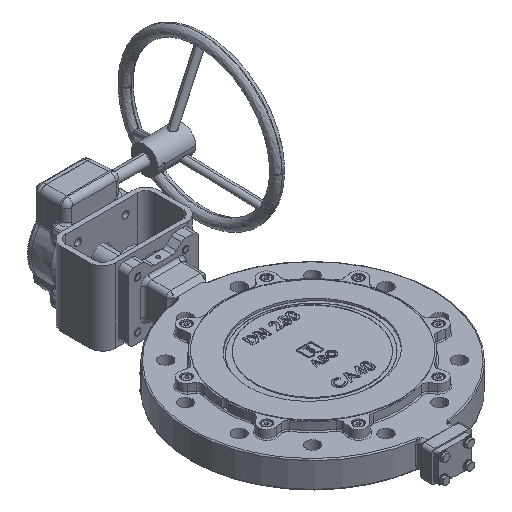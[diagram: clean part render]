
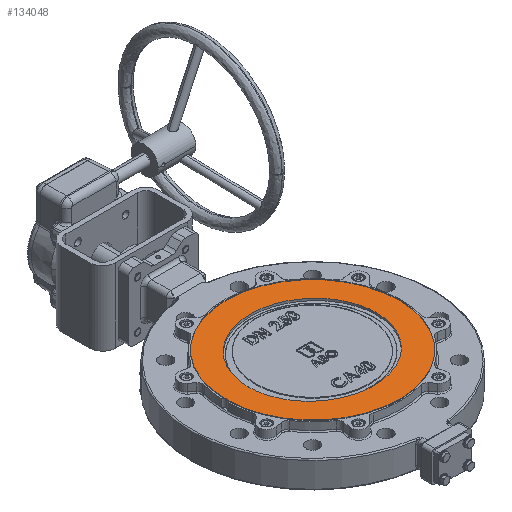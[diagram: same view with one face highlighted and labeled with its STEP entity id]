
A CAD part, isometric view. The second image highlights one B-rep face of the part: STEP entity #134048.
In plain terms, the highlighted planar face has unit normal (0, 0, 1).
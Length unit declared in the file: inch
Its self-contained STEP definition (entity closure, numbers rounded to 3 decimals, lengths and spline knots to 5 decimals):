
#3773 =( BOUNDED_CURVE ( )  B_SPLINE_CURVE ( 3, ( #297626, #106980, #88582, #65488 ),
 .UNSPECIFIED., .F., .F. ) 
 B_SPLINE_CURVE_WITH_KNOTS ( ( 4, 4 ),
 ( 0., 3.14159 ),
 .UNSPECIFIED. ) 
 CURVE ( )  GEOMETRIC_REPRESENTATION_ITEM ( )  RATIONAL_B_SPLINE_CURVE ( ( 1., 0.333, 0.333, 1. ) ) 
 REPRESENTATION_ITEM ( '' )  );
#7389 = ORIENTED_EDGE ( 'NONE', *, *, #108784, .F. ) ;
#9506 = PLANE ( 'NONE',  #124220 ) ;
#10059 = CARTESIAN_POINT ( 'NONE',  ( -4.70315, -9.01457, 1.65354 ) ) ;
#13822 = ORIENTED_EDGE ( 'NONE', *, *, #111223, .T. ) ;
#14037 = DIRECTION ( 'NONE',  ( 0., 0., -1. ) ) ;
#14784 = CIRCLE ( 'NONE', #210155, 6.29921 ) ;
#21932 = ORIENTED_EDGE ( 'NONE', *, *, #249909, .F. ) ;
#28178 = DIRECTION ( 'NONE',  ( 0., 0., -1. ) ) ;
#28983 = CARTESIAN_POINT ( 'NONE',  ( -6.29767, 0.13935, 1.65354 ) ) ;
#48428 = AXIS2_PLACEMENT_3D ( 'NONE', #168486, #212842, #116680 ) ;
#60198 = EDGE_LOOP ( 'NONE', ( #21932, #7389 ) ) ;
#65488 = CARTESIAN_POINT ( 'NONE',  ( 4.65315, 0., 1.65354 ) ) ;
#67860 = CARTESIAN_POINT ( 'NONE',  ( 4.65315, 0., 1.65354 ) ) ;
#82510 = CARTESIAN_POINT ( 'NONE',  ( -6.29767, -0.13935, 1.65354 ) ) ;
#82887 = FACE_BOUND ( 'NONE', #128751, .T. ) ;
#88582 = CARTESIAN_POINT ( 'NONE',  ( 4.65315, 9.01457, 1.65354 ) ) ;
#105894 = CARTESIAN_POINT ( 'NONE',  ( 0., 6.29921, 1.65354 ) ) ;
#106980 = CARTESIAN_POINT ( 'NONE',  ( -4.70315, 9.01457, 1.65354 ) ) ;
#108784 = EDGE_CURVE ( 'NONE', #155595, #233091, #170431, .T. ) ;
#111223 = EDGE_CURVE ( 'NONE', #281807, #164239, #3773, .T. ) ;
#116680 = DIRECTION ( 'NONE',  ( -1., 0., 0. ) ) ;
#124220 = AXIS2_PLACEMENT_3D ( 'NONE', #105894, #14037, #286009 ) ;
#128751 = EDGE_LOOP ( 'NONE', ( #13822, #221993 ) ) ;
#134048 = ADVANCED_FACE ( 'NONE', ( #82887, #150279 ), #9506, .F. ) ;
#140668 = EDGE_CURVE ( 'NONE', #164239, #281807, #217265, .T. ) ;
#150279 = FACE_OUTER_BOUND ( 'NONE', #60198, .T. ) ;
#155595 = VERTEX_POINT ( 'NONE', #82510 ) ;
#164239 = VERTEX_POINT ( 'NONE', #67860 ) ;
#168486 = CARTESIAN_POINT ( 'NONE',  ( -6.53543, 0., 1.65354 ) ) ;
#170431 = CIRCLE ( 'NONE', #48428, 0.27559 ) ;
#175168 = CARTESIAN_POINT ( 'NONE',  ( -4.70315, 0., 1.65354 ) ) ;
#179703 = CARTESIAN_POINT ( 'NONE',  ( 4.65315, -9.01457, 1.65354 ) ) ;
#193223 = CARTESIAN_POINT ( 'NONE',  ( 0., 0., 1.65354 ) ) ;
#210155 = AXIS2_PLACEMENT_3D ( 'NONE', #193223, #28178, #287641 ) ;
#212842 = DIRECTION ( 'NONE',  ( 0., 0., 1. ) ) ;
#217265 =( BOUNDED_CURVE ( )  B_SPLINE_CURVE ( 3, ( #269737, #179703, #10059, #175168 ),
 .UNSPECIFIED., .F., .F. ) 
 B_SPLINE_CURVE_WITH_KNOTS ( ( 4, 4 ),
 ( 3.14159, 6.28319 ),
 .UNSPECIFIED. ) 
 CURVE ( )  GEOMETRIC_REPRESENTATION_ITEM ( )  RATIONAL_B_SPLINE_CURVE ( ( 1., 0.333, 0.333, 1. ) ) 
 REPRESENTATION_ITEM ( '' )  );
#221993 = ORIENTED_EDGE ( 'NONE', *, *, #140668, .T. ) ;
#230519 = CARTESIAN_POINT ( 'NONE',  ( -4.70315, 0., 1.65354 ) ) ;
#233091 = VERTEX_POINT ( 'NONE', #28983 ) ;
#249909 = EDGE_CURVE ( 'NONE', #233091, #155595, #14784, .T. ) ;
#269737 = CARTESIAN_POINT ( 'NONE',  ( 4.65315, 0., 1.65354 ) ) ;
#281807 = VERTEX_POINT ( 'NONE', #230519 ) ;
#286009 = DIRECTION ( 'NONE',  ( -1., 0., 0. ) ) ;
#287641 = DIRECTION ( 'NONE',  ( -1., 0., 0. ) ) ;
#297626 = CARTESIAN_POINT ( 'NONE',  ( -4.70315, 0., 1.65354 ) ) ;
